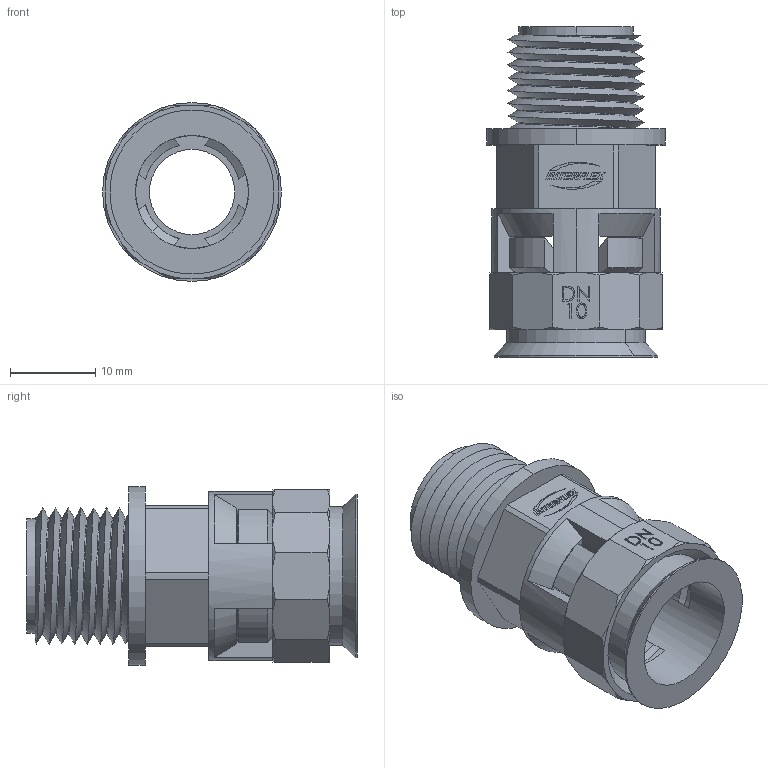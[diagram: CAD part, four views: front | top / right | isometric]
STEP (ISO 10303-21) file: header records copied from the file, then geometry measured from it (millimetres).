
FILE_DESCRIPTION (( 'STEP AP203' ), '1' );
FILE_NAME ('I3040_0001_02_0_MIR-10M16-.STEP', '2010-07-16T06:23:27', ( 'Llorenç' ), ( '' ), 'SwSTEP 2.0', 'SolidWorks 2007', '' );
FILE_SCHEMA (( 'CONFIG_CONTROL_DESIGN' ));
Length unit declared in the file: millimetre
Products named in the file (3): I3040_0001_02_0_MIR-10M16-; I3041_0001_00_0_MIR-10M16; I3041_0000_00_0_Corona per DN10
Assembly tree (2 placements, depth 2):
  I3040_0001_02_0_MIR-10M16-
    I3041_0000_00_0_Corona per DN10
    I3041_0001_00_0_MIR-10M16
Bounding box: 21 x 38.83 x 21 mm (x, y, z)
Volume: 4937.6 mm3; surface area: 5899.5 mm2
Topology: 3 solids, 3 shells, 311 faces, 839 edges, 547 vertices
Faces by surface type: plane 180, cone 58, cylinder 48, bspline 25
Entity records: 13617 total; most frequent: CARTESIAN_POINT 5687, ORIENTED_EDGE 1678, DIRECTION 1447, EDGE_CURVE 839, VERTEX_POINT 547, LINE 531, VECTOR 531, AXIS2_PLACEMENT_3D 458
